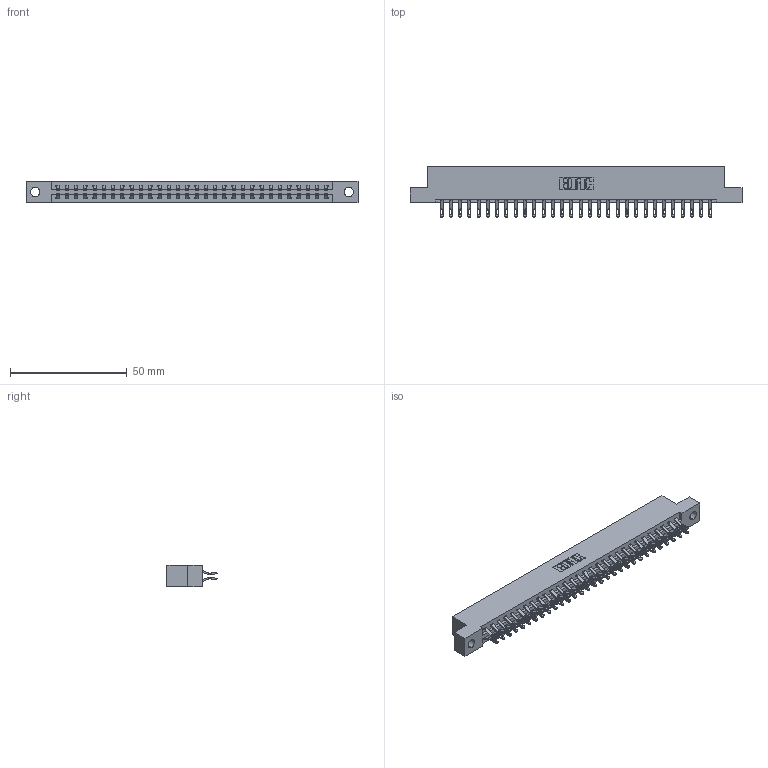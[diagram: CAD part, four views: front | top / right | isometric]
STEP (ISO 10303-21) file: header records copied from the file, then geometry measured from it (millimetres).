
FILE_DESCRIPTION (( 'STEP AP203' ), '1' );
FILE_NAME ('387-060-555-204.STEP', '2019-10-19T13:56:17', ( '' ), ( '' ), 'SwSTEP 2.0', 'SolidWorks 2016', '' );
FILE_SCHEMA (( 'CONFIG_CONTROL_DESIGN' ));
Length unit declared in the file: inch
Products named in the file (3): 387-060-555-204; 345-292-001_555 Tail; 337 Part_Flush Mounting Lugs - 0.156 Dia-TH
Assembly tree (61 placements, depth 2):
  387-060-555-204
    337 Part_Flush Mounting Lugs - 0.156 Dia-TH
    345-292-001_555 Tail  x60
Bounding box: 141.88 x 21.47 x 9.4 mm (x, y, z)
Volume: 14879.3 mm3; surface area: 17157.8 mm2
Topology: 61 solids, 61 shells, 3714 faces, 11651 edges, 7766 vertices
Faces by surface type: plane 2230, cylinder 1484
Entity records: 25141 total; most frequent: CARTESIAN_POINT 4280, ORIENTED_EDGE 4186, DIRECTION 3633, EDGE_CURVE 2093, LINE 1945, VECTOR 1945, VERTEX_POINT 1394, AXIS2_PLACEMENT_3D 844
